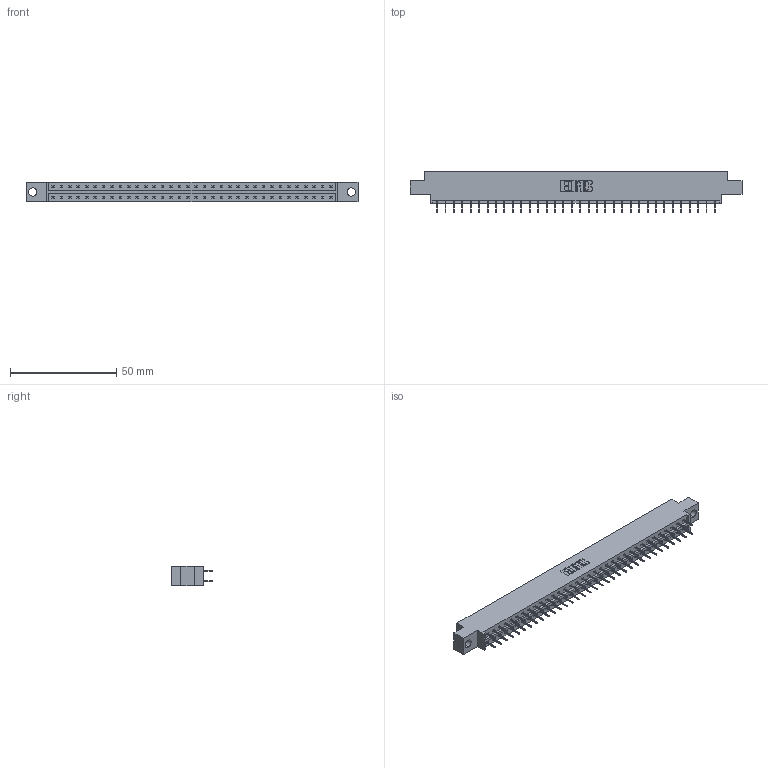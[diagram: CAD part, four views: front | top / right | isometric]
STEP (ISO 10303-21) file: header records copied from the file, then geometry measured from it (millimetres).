
FILE_DESCRIPTION (( 'STEP AP203' ), '1' );
FILE_NAME ('833-068-524-804.STEP', '2020-06-05T10:30:22', ( '' ), ( '' ), 'SwSTEP 2.0', 'SolidWorks 2020', '' );
FILE_SCHEMA (( 'CONFIG_CONTROL_DESIGN' ));
Length unit declared in the file: inch
Products named in the file (3): 833-068-524-804; 345-292-001_345-293-124; 833 Part_Offset - .156 Dia - TH
Assembly tree (69 placements, depth 2):
  833-068-524-804
    833 Part_Offset - .156 Dia - TH
    345-292-001_345-293-124  x68
Bounding box: 156.26 x 19.69 x 9.4 mm (x, y, z)
Volume: 15460 mm3; surface area: 17903 mm2
Topology: 69 solids, 69 shells, 3926 faces, 11135 edges, 7150 vertices
Faces by surface type: plane 2930, cylinder 996
Entity records: 23117 total; most frequent: CARTESIAN_POINT 3842, ORIENTED_EDGE 3778, DIRECTION 3297, EDGE_CURVE 1889, LINE 1765, VECTOR 1765, VERTEX_POINT 1254, AXIS2_PLACEMENT_3D 766
